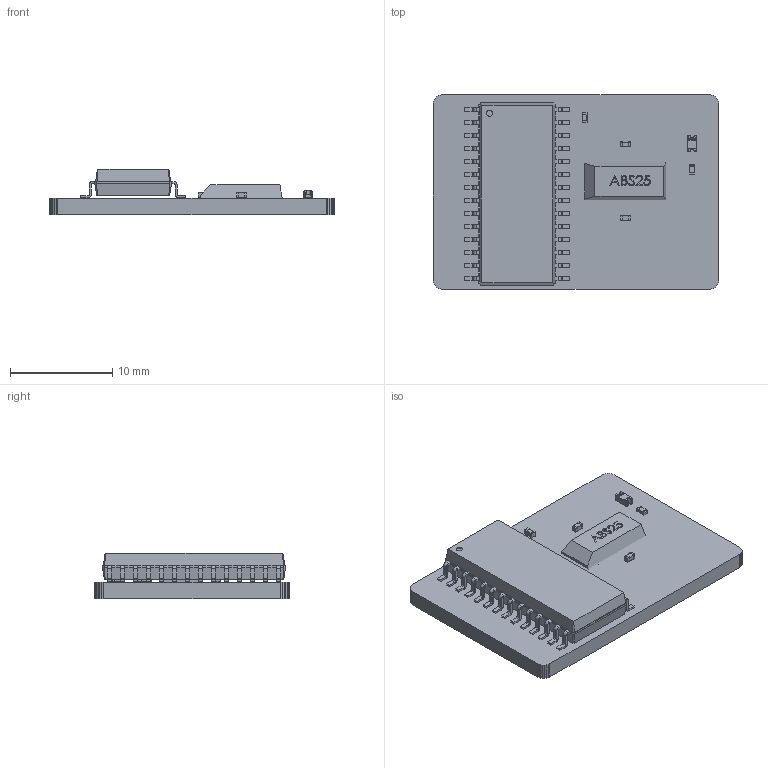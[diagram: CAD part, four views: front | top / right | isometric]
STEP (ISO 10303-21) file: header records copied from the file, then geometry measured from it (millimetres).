
FILE_DESCRIPTION(('KiCad electronic assembly'),'2;1');
FILE_NAME('MXBreakout.step','2024-01-14T22:11:23',('Pcbnew'),('Kicad'), 'Open CASCADE STEP processor 7.5','KiCad to STEP converter','Unknown' );
FILE_SCHEMA(('AUTOMOTIVE_DESIGN { 1 0 10303 214 1 1 1 1 }'));
Length unit declared in the file: millimetre
Products named in the file (12): MXBreakout 1; SOIC-28W_7.5x17.9mm_P1.27mm; SOIC_28W_75x179mm_P127mm; D_0603_1608Metric; D_0603; C_0402_1005Metric; R_0402_1005Metric; ABS25-32.768KHZ-6-T; ABS25; MXBreakout PCB
Assembly tree (13 placements, depth 3):
  MXBreakout 1
    SOIC-28W_7.5x17.9mm_P1.27mm
      SOIC_28W_75x179mm_P127mm
    D_0603_1608Metric
      D_0603
    C_0402_1005Metric  x3
      C_0402_1005Metric
    R_0402_1005Metric
      R_0402_1005Metric
    ABS25-32.768KHZ-6-T
      ABS25
    MXBreakout PCB
Bounding box: 27.9 x 19 x 4.4 mm (x, y, z)
Volume: 1248.3 mm3; surface area: 1801.6 mm2
Topology: 8 solids, 8 shells, 765 faces, 2061 edges, 1324 vertices
Faces by surface type: plane 496, cylinder 179, bspline 90
Full cylindrical faces by diameter (mm): 0.6 x1
Entity records: 55549 total; most frequent: CARTESIAN_POINT 12984, DIRECTION 6755, LINE 4731, VECTOR 4731, ORIENTED_EDGE 3834, PCURVE 3834, DEFINITIONAL_REPRESENTATION 3834, EDGE_CURVE 1917
